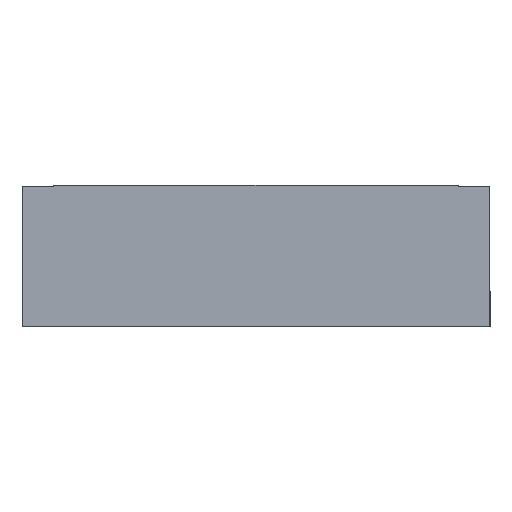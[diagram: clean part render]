
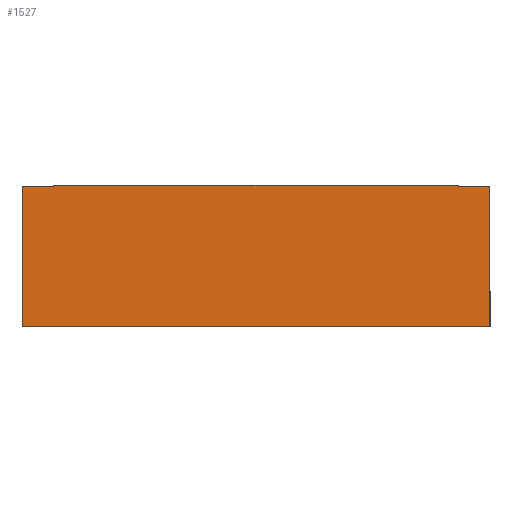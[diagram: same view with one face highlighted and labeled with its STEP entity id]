
A CAD part, left-side view. The second image highlights one B-rep face of the part: STEP entity #1527.
In plain terms, the highlighted planar face has unit normal (-1, 0, 0).
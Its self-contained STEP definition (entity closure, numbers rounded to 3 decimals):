
#113=CARTESIAN_POINT('',(-3.2,0.1,-0.001));
#114=VERTEX_POINT('',#113);
#123=CARTESIAN_POINT('',(-3.2,0.1,0.0));
#124=VERTEX_POINT('',#123);
#125=CARTESIAN_POINT('',(-3.2,0.1,0.0));
#126=DIRECTION('',(0.0,0.0,-1.0));
#127=VECTOR('',#126,0.001);
#128=LINE('',#125,#127);
#129=EDGE_CURVE('',#124,#114,#128,.T.);
#155=CARTESIAN_POINT('',(-3.2,1.4,-0.001));
#156=VERTEX_POINT('',#155);
#171=CARTESIAN_POINT('',(-3.2,1.4,0.0));
#172=VERTEX_POINT('',#171);
#179=CARTESIAN_POINT('',(-3.2,1.4,0.0));
#180=DIRECTION('',(0.0,0.0,-1.0));
#181=VECTOR('',#180,0.001);
#182=LINE('',#179,#181);
#183=EDGE_CURVE('',#172,#156,#182,.T.);
#304=CARTESIAN_POINT('',(-3.2,1.4,0.448));
#305=VERTEX_POINT('',#304);
#314=CARTESIAN_POINT('',(-3.2,1.4,0.45));
#315=VERTEX_POINT('',#314);
#316=CARTESIAN_POINT('',(-3.2,1.4,0.45));
#317=DIRECTION('',(0.0,0.0,-1.0));
#318=VECTOR('',#317,0.002);
#319=LINE('',#316,#318);
#320=EDGE_CURVE('',#315,#305,#319,.T.);
#384=CARTESIAN_POINT('',(-3.2,1.5,0.448));
#385=VERTEX_POINT('',#384);
#392=CARTESIAN_POINT('',(-3.2,1.4,0.448));
#393=DIRECTION('',(0.0,1.0,0.0));
#394=VECTOR('',#393,0.1);
#395=LINE('',#392,#394);
#396=EDGE_CURVE('',#305,#385,#395,.T.);
#494=CARTESIAN_POINT('',(-3.2,0.1,0.448));
#495=VERTEX_POINT('',#494);
#503=CARTESIAN_POINT('',(-3.2,0.1,0.45));
#504=VERTEX_POINT('',#503);
#511=CARTESIAN_POINT('',(-3.2,0.1,0.448));
#512=DIRECTION('',(0.0,0.0,1.0));
#513=VECTOR('',#512,0.002);
#514=LINE('',#511,#513);
#515=EDGE_CURVE('',#495,#504,#514,.T.);
#542=CARTESIAN_POINT('',(-3.2,0.,0.448));
#543=VERTEX_POINT('',#542);
#544=CARTESIAN_POINT('',(-3.2,0.,0.448));
#545=DIRECTION('',(0.0,1.0,0.0));
#546=VECTOR('',#545,0.1);
#547=LINE('',#544,#546);
#548=EDGE_CURVE('',#543,#495,#547,.T.);
#1345=CARTESIAN_POINT('',(-3.2,1.5,-0.001));
#1346=VERTEX_POINT('',#1345);
#1353=CARTESIAN_POINT('',(-3.2,1.5,0.448));
#1354=DIRECTION('',(0.0,0.0,-1.0));
#1355=VECTOR('',#1354,0.449);
#1356=LINE('',#1353,#1355);
#1357=EDGE_CURVE('',#385,#1346,#1356,.T.);
#1449=CARTESIAN_POINT('',(-3.2,0.,0.0));
#1450=DIRECTION('',(-1.0,0.0,0.0));
#1451=DIRECTION('',(0.0,0.0,1.0));
#1452=AXIS2_PLACEMENT_3D('',#1449,#1450,#1451);
#1453=PLANE('',#1452);
#1454=ORIENTED_EDGE('',*,*,#320,.T.);
#1455=ORIENTED_EDGE('',*,*,#396,.T.);
#1456=ORIENTED_EDGE('',*,*,#1357,.T.);
#1457=CARTESIAN_POINT('',(-3.2,1.4,-0.001));
#1458=DIRECTION('',(0.0,1.0,0.0));
#1459=VECTOR('',#1458,0.1);
#1460=LINE('',#1457,#1459);
#1461=EDGE_CURVE('',#156,#1346,#1460,.T.);
#1462=ORIENTED_EDGE('',*,*,#1461,.F.);
#1463=ORIENTED_EDGE('',*,*,#183,.F.);
#1464=CARTESIAN_POINT('',(-3.2,0.1,0.0));
#1465=DIRECTION('',(0.0,1.0,0.0));
#1466=VECTOR('',#1465,1.3);
#1467=LINE('',#1464,#1466);
#1468=EDGE_CURVE('',#124,#172,#1467,.T.);
#1469=ORIENTED_EDGE('',*,*,#1468,.F.);
#1470=ORIENTED_EDGE('',*,*,#129,.T.);
#1471=CARTESIAN_POINT('',(-3.2,0.,-0.001));
#1472=VERTEX_POINT('',#1471);
#1473=CARTESIAN_POINT('',(-3.2,0.,-0.001));
#1474=DIRECTION('',(0.0,1.0,0.0));
#1475=VECTOR('',#1474,0.1);
#1476=LINE('',#1473,#1475);
#1477=EDGE_CURVE('',#1472,#114,#1476,.T.);
#1478=ORIENTED_EDGE('',*,*,#1477,.F.);
#1479=CARTESIAN_POINT('',(-3.2,0.,0.448));
#1480=DIRECTION('',(0.0,0.0,-1.0));
#1481=VECTOR('',#1480,0.449);
#1482=LINE('',#1479,#1481);
#1483=EDGE_CURVE('',#543,#1472,#1482,.T.);
#1484=ORIENTED_EDGE('',*,*,#1483,.F.);
#1485=ORIENTED_EDGE('',*,*,#548,.T.);
#1486=ORIENTED_EDGE('',*,*,#515,.T.);
#1487=CARTESIAN_POINT('',(-3.2,0.3,0.45));
#1488=VERTEX_POINT('',#1487);
#1489=CARTESIAN_POINT('',(-3.2,0.1,0.45));
#1490=DIRECTION('',(0.0,1.0,0.0));
#1491=VECTOR('',#1490,0.2);
#1492=LINE('',#1489,#1491);
#1493=EDGE_CURVE('',#504,#1488,#1492,.T.);
#1494=ORIENTED_EDGE('',*,*,#1493,.T.);
#1495=CARTESIAN_POINT('',(-3.2,0.3,0.451));
#1496=VERTEX_POINT('',#1495);
#1497=CARTESIAN_POINT('',(-3.2,0.3,0.45));
#1498=DIRECTION('',(0.0,0.0,1.0));
#1499=VECTOR('',#1498,0.001);
#1500=LINE('',#1497,#1499);
#1501=EDGE_CURVE('',#1488,#1496,#1500,.T.);
#1502=ORIENTED_EDGE('',*,*,#1501,.T.);
#1503=CARTESIAN_POINT('',(-3.2,1.2,0.451));
#1504=VERTEX_POINT('',#1503);
#1505=CARTESIAN_POINT('',(-3.2,0.3,0.451));
#1506=DIRECTION('',(0.0,1.0,0.0));
#1507=VECTOR('',#1506,0.9);
#1508=LINE('',#1505,#1507);
#1509=EDGE_CURVE('',#1496,#1504,#1508,.T.);
#1510=ORIENTED_EDGE('',*,*,#1509,.T.);
#1511=CARTESIAN_POINT('',(-3.2,1.2,0.45));
#1512=VERTEX_POINT('',#1511);
#1513=CARTESIAN_POINT('',(-3.2,1.2,0.45));
#1514=DIRECTION('',(0.0,0.0,1.0));
#1515=VECTOR('',#1514,0.001);
#1516=LINE('',#1513,#1515);
#1517=EDGE_CURVE('',#1512,#1504,#1516,.T.);
#1518=ORIENTED_EDGE('',*,*,#1517,.F.);
#1519=CARTESIAN_POINT('',(-3.2,1.2,0.45));
#1520=DIRECTION('',(0.0,1.0,0.0));
#1521=VECTOR('',#1520,0.2);
#1522=LINE('',#1519,#1521);
#1523=EDGE_CURVE('',#1512,#315,#1522,.T.);
#1524=ORIENTED_EDGE('',*,*,#1523,.T.);
#1525=EDGE_LOOP('',(#1454,#1455,#1456,#1462,#1463,#1469,#1470,#1478,#1484,#1485,#1486,#1494,#1502,#1510,#1518,#1524));
#1526=FACE_OUTER_BOUND('',#1525,.T.);
#1527=ADVANCED_FACE('',(#1526),#1453,.T.);
